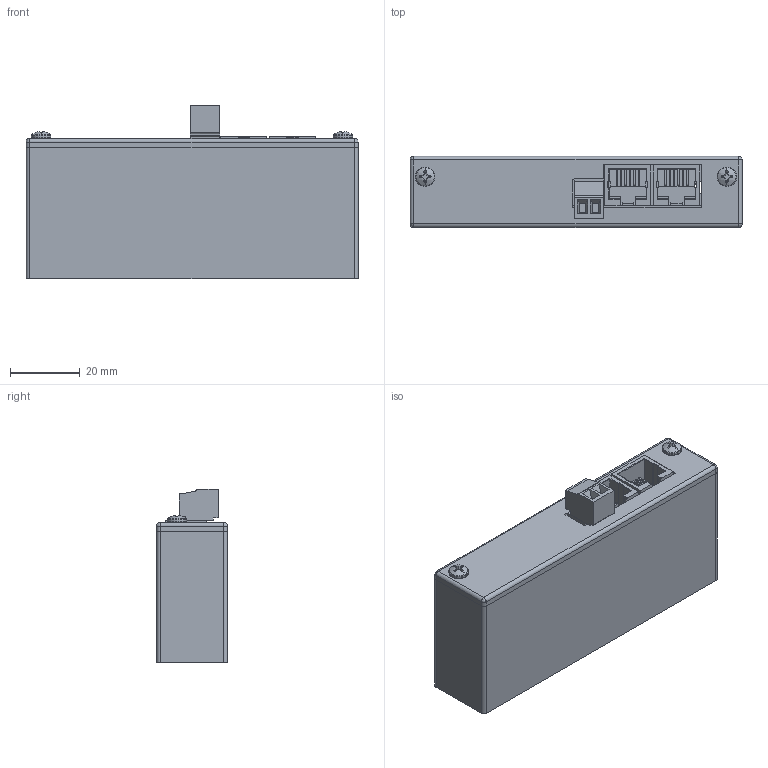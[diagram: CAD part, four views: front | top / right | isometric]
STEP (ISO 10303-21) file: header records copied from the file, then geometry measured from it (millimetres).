
FILE_DESCRIPTION (( 'STEP AP214' ), '1' );
FILE_NAME ('Encoder Power SYSTEM Assy.STEP', '2025-09-10T18:26:02', ( '' ), ( '' ), 'SwSTEP 2.0', 'SolidWorks 2024', '' );
FILE_SCHEMA (( 'AUTOMOTIVE_DESIGN' ));
Length unit declared in the file: millimetre
Products named in the file (11): Encoder Power PC Board-1; Female power plug; Encoder Power Board Upper Enclosure_1; Encoder plug; Input power plug; Encoder Power SYSTEM Assy; Case screw1; Charging LED; Battery; Encoder Power Board Lower Enclosure_1; Encoder Power Board
Assembly tree (12 placements, depth 3):
  Encoder Power SYSTEM Assy
    Encoder Power Board Lower Enclosure_1
    Encoder Power Board
      Encoder Power PC Board-1
      Battery
      Encoder plug  x2
      Female power plug
      Charging LED
    Encoder Power Board Upper Enclosure_1
    Input power plug
    Case screw1  x2
Bounding box: 95 x 20.32 x 49.64 mm (x, y, z)
Volume: 42720.4 mm3; surface area: 40934.6 mm2
Topology: 11 solids, 11 shells, 1084 faces, 2915 edges, 1865 vertices
Faces by surface type: plane 751, cylinder 233, bspline 45, cone 38, torus 9, sphere 8
Entity records: 25675 total; most frequent: CARTESIAN_POINT 6257, ORIENTED_EDGE 4104, DIRECTION 3750, EDGE_CURVE 2052, VECTOR 1534, LINE 1534, VERTEX_POINT 1316, AXIS2_PLACEMENT_3D 1108
